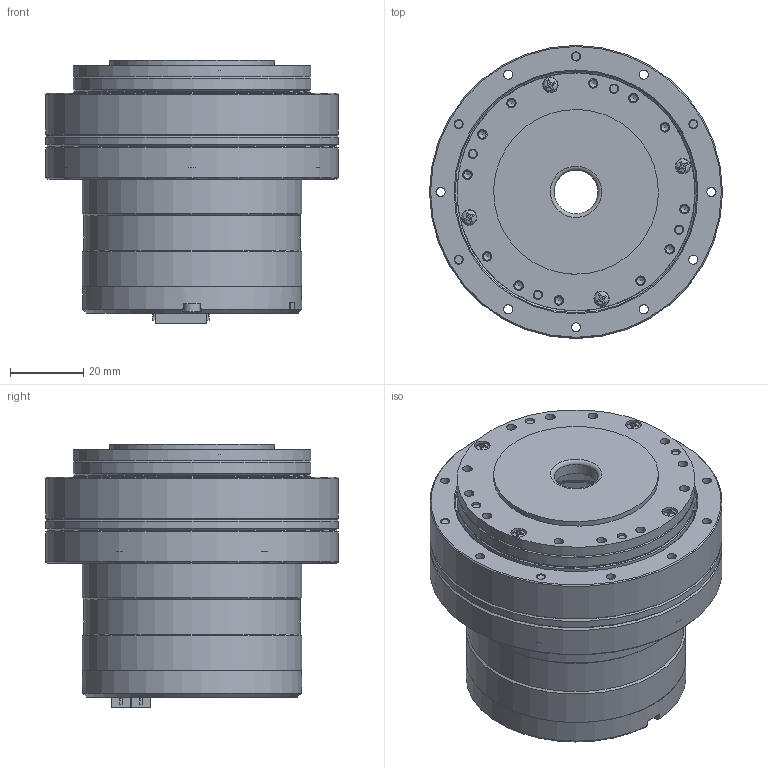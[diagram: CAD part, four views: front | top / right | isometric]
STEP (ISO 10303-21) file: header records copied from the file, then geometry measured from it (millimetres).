
FILE_DESCRIPTION(/* description */ ('','CAx-IF Rec.Pracs.---Representation and Presentation of Product Manufacturing Information (PMI)---4.0---2014-10-13'),/* implementation_level */ '2;1');
FILE_NAME(/* name */ 'TA17.step',/* time_stamp */ '2025-01-15T20:56:02+08:00',/* author */ (''),/* organization */ (''),/* preprocessor_version */ 'ST-DEVELOPER v20',/* originating_system */ 'Autodesk Translation Framework v13.20.0.188',/* authorisation */ '');
FILE_SCHEMA (('AP242_MANAGED_MODEL_BASED_3D_ENGINEERING_MIM_LF { 1 0 10303 442 1 1 4 }'));
Products named in the file (37): TA17; E60-H2017-2BS-000; SHD-2017-2B-100; SHD-2017-XXX; 2017½»²æÖá³Ð; SHD-2017_001; SHD-2017_002; SHD-2017_004; ÄÚÁù½ÇÔ²ÖùÍ
·ÂÝ¶¤ M2¡Á8_M2¡Á8; ¹öÖù¦µ3¡Á2.85; OÐÎÃÜ·âÈ¦-¦µ60
¡Á¦µ1.5; SHD-2017_006; SHD-2017_003; OÐÎÃÜ·âÈ¦-¦µ67
¡Á¦µ1.0; Ê®×Ö²ÛÅÌÍ·Â
Ý¶¤ M2¡Á4_îAÔO; E60-H2017-2BS_002_îAÔO; PCB; Board; Open CASCADE STEP translator 7.5 1.1.1; T12; bm12_asm; BM12B-SRSS-TB; P31; P30; xt30-2-2-li-asm_asm; XT30_2_2_PB-M_3D_DRAWING_2_; T5; bm05_asm; BM05B-SRSS-TB; E60-H2017-2BS_001; TA14/17后盖; 导光柱 v2; 螺丝组件; GB¨uT 70.1-2008[ÄÚÁù½ÇÔ²Öù
Í·ÂÝ¶¤M3¡Á20]_M3¡Á20; Ô²Í·M2.5¡Á10_îAÔO; Ïú¶¤¦Õ2.5¡Á6.5; CB2.5-4
Assembly tree (117 placements, depth 6):
  TA17
    E60-H2017-2BS-000
      SHD-2017-2B-100
        SHD-2017-XXX
          2017½»²æÖá³Ð
            SHD-2017_001
            SHD-2017_002
            ¹öÖù¦µ3¡Á2.85  x68
            SHD-2017_004
            ÄÚÁù½ÇÔ²ÖùÍ
·ÂÝ¶¤ M2¡Á8_M2¡Á8
          OÐÎÃÜ·âÈ¦-¦µ60
¡Á¦µ1.5
          SHD-2017_006
          SHD-2017_003
          OÐÎÃÜ·âÈ¦-¦µ67
¡Á¦µ1.0
          Ê®×Ö²ÛÅÌÍ·Â
Ý¶¤ M2¡Á4_îAÔO  x4
        E60-H2017-2BS_002_îAÔO
      PCB
        Board
          Open CASCADE STEP translator 7.5 1.1.1
        T12
          bm12_asm
            BM12B-SRSS-TB
        P31
          xt30-2-2-li-asm_asm
            XT30_2_2_PB-M_3D_DRAWING_2_
        P30
          xt30-2-2-li-asm_asm
            XT30_2_2_PB-M_3D_DRAWING_2_
        T5
          bm05_asm
            BM05B-SRSS-TB
      E60-H2017-2BS_001
      TA14/17后盖
        导光柱 v2
    螺丝组件
      GB¨uT 70.1-2008[ÄÚÁù½ÇÔ²Öù
Í·ÂÝ¶¤M3¡Á20]_M3¡Á20  x4
      Ô²Í·M2.5¡Á10_îAÔO  x4
      Ïú¶¤¦Õ2.5¡Á6.5  x4
      CB2.5-4  x2
Bounding box: 80 x 80 x 72.03 mm (x, y, z)
Volume: 81364.7 mm3; surface area: 88188.7 mm2
Topology: 103 solids, 103 shells, 2961 faces, 7522 edges, 4734 vertices
Faces by surface type: plane 1733, cylinder 616, cone 553, torus 31, bspline 24, sphere 4
Full cylindrical faces by diameter (mm): 0.3 x16, 0.4 x48, 0.75 x2, 0.85 x4, 1.6 x9, 1.732 x4, 1.75 x4, 1.9 x4, 2 x9, 2.05 x16, 2.2 x5, 2.3 x4, 2.45 x8, 2.5 x32, 2.55 x4, 2.6 x32, 3 x72, 3.4 x12, 3.5 x12, 3.8 x1, 4 x8, 4.2 x8, 4.5 x3, 5.5 x4, 5.8 x6, 12 x1, 12.1 x2, 45 x1, 49.073 x1, 49.553 x1
Entity records: 59918 total; most frequent: CARTESIAN_POINT 13493, DIRECTION 9318, ORIENTED_EDGE 9064, EDGE_CURVE 4532, AXIS2_PLACEMENT_3D 3291, VERTEX_POINT 2884, LINE 2736, VECTOR 2736
